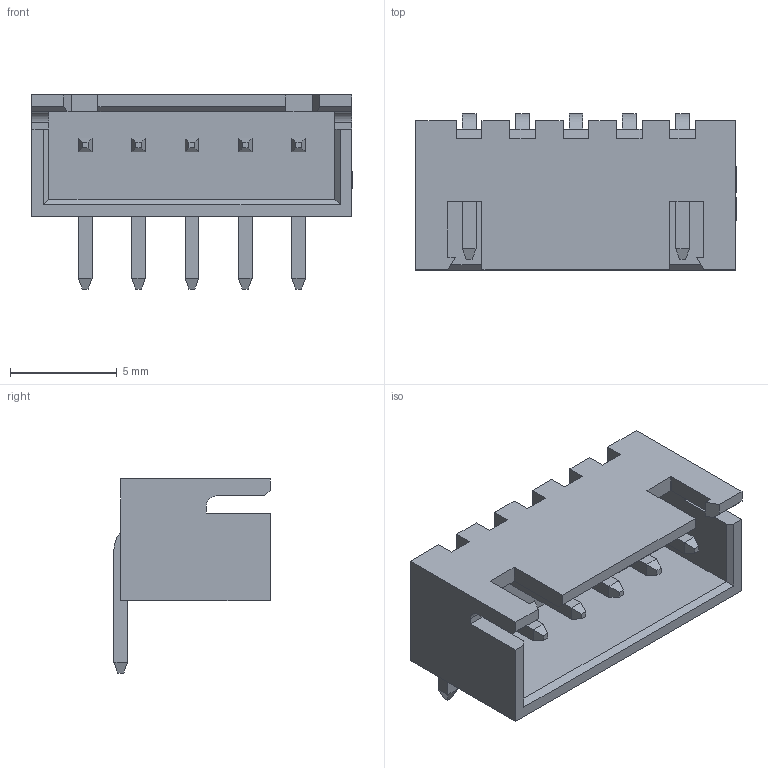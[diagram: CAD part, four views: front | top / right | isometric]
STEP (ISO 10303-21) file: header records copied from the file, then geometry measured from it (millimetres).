
FILE_DESCRIPTION (( 'STEP AP214' ), '1' );
FILE_NAME ('CONN-TH_5P-P2.50_DEALON_XH-W-5A.STEP', '2023-03-16T15:15:03', ( '' ), ( '' ), 'SwSTEP 2.0', 'SolidWorks 2020', '' );
FILE_SCHEMA (( 'AUTOMOTIVE_DESIGN' ));
Length unit declared in the file: millimetre
Products named in the file (1): CONN-TH_5P-P2.50_DEALON_XH-W-5A
Bounding box: 15.01 x 7.32 x 9.1 mm (x, y, z)
Volume: 314.9 mm3; surface area: 778.5 mm2
Topology: 1 solids, 1 shells, 392 faces, 1041 edges, 680 vertices
Faces by surface type: plane 280, bspline 98, cylinder 14
Entity records: 16835 total; most frequent: CARTESIAN_POINT 3420, ORIENTED_EDGE 2082, DIRECTION 1459, EDGE_CURVE 1041, LINE 813, VECTOR 813, VERTEX_POINT 680, EDGE_LOOP 421
